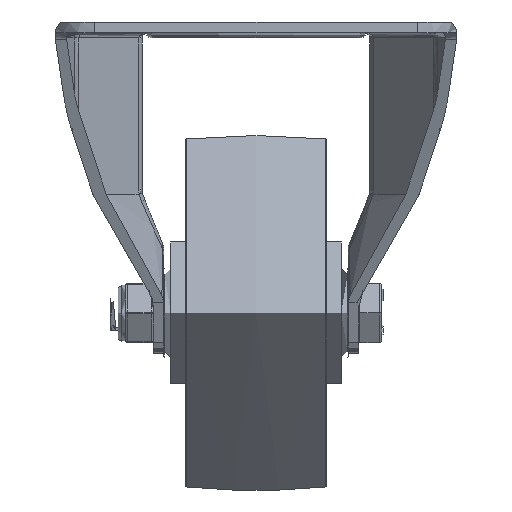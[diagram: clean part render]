
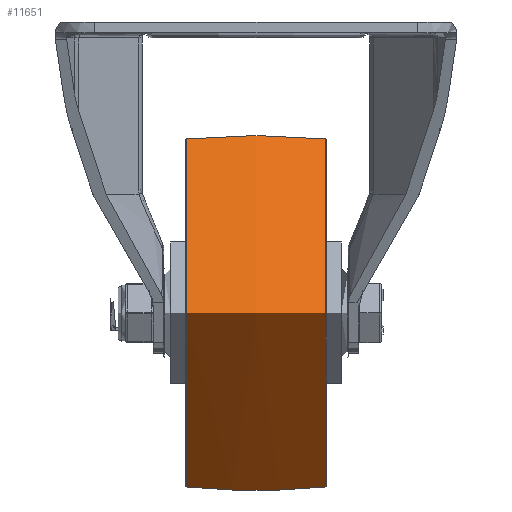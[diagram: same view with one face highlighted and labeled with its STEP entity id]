
A CAD part, left-side view. The second image highlights one B-rep face of the part: STEP entity #11651.
In plain terms, the highlighted free-form (B-spline) face has degree [2, 2] with [3, 9] control points.
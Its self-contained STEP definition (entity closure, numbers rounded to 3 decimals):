
#70=(
BOUNDED_SURFACE()
B_SPLINE_SURFACE(2,2,((#26926,#26927,#26928,#26929,#26930,#26931,#26932,
#26933,#26934),(#26935,#26936,#26937,#26938,#26939,#26940,#26941,#26942,
#26943),(#26944,#26945,#26946,#26947,#26948,#26949,#26950,#26951,#26952)),
 .UNSPECIFIED.,.F.,.T.,.F.)
B_SPLINE_SURFACE_WITH_KNOTS((3,3),(3,2,2,2,3),(-0.098,0.098),
(-3.142,-1.571,0.,1.571,3.142),
 .UNSPECIFIED.)
GEOMETRIC_REPRESENTATION_ITEM()
RATIONAL_B_SPLINE_SURFACE(((1.,0.707,1.,0.707,1.,
0.707,1.,0.707,1.),(0.995,0.704,
0.995,0.704,0.995,0.704,0.995,
0.704,0.995),(1.,0.707,1.,0.707,
1.,0.707,1.,0.707,1.)))
REPRESENTATION_ITEM('')
SURFACE()
);
#2577=FACE_OUTER_BOUND('',#3302,.T.);
#3302=EDGE_LOOP('',(#8998,#8999,#9000,#9001));
#4549=CIRCLE('',#12702,49.045);
#4550=CIRCLE('',#12703,200.5);
#4551=CIRCLE('',#12704,49.045);
#5267=VERTEX_POINT('',#26923);
#5268=VERTEX_POINT('',#26953);
#6618=EDGE_CURVE('',#5267,#5267,#4549,.T.);
#6619=EDGE_CURVE('',#5267,#5268,#4550,.T.);
#6620=EDGE_CURVE('',#5268,#5268,#4551,.T.);
#8998=ORIENTED_EDGE('',*,*,#6618,.F.);
#8999=ORIENTED_EDGE('',*,*,#6619,.T.);
#9000=ORIENTED_EDGE('',*,*,#6620,.T.);
#9001=ORIENTED_EDGE('',*,*,#6619,.F.);
#11651=ADVANCED_FACE('',(#2577),#70,.F.);
#12702=AXIS2_PLACEMENT_3D('',#26925,#14517,#14518);
#12703=AXIS2_PLACEMENT_3D('',#26954,#14519,#14520);
#12704=AXIS2_PLACEMENT_3D('',#26955,#14521,#14522);
#14517=DIRECTION('center_axis',(0.,1.,0.));
#14518=DIRECTION('ref_axis',(0.,0.,1.));
#14519=DIRECTION('center_axis',(-1.,0.,0.));
#14520=DIRECTION('ref_axis',(0.,0.,-1.));
#14521=DIRECTION('center_axis',(0.,1.,0.));
#14522=DIRECTION('ref_axis',(0.,0.,1.));
#26923=CARTESIAN_POINT('',(0.,19.549,-49.045));
#26925=CARTESIAN_POINT('Origin',(0.,19.549,0.));
#26926=CARTESIAN_POINT('Ctrl Pts',(0.,-19.549,-49.045));
#26927=CARTESIAN_POINT('Ctrl Pts',(-49.045,-19.549,-49.045));
#26928=CARTESIAN_POINT('Ctrl Pts',(-49.045,-19.549,0.));
#26929=CARTESIAN_POINT('Ctrl Pts',(-49.045,-19.549,49.045));
#26930=CARTESIAN_POINT('Ctrl Pts',(0.,-19.549,49.045));
#26931=CARTESIAN_POINT('Ctrl Pts',(49.045,-19.549,49.045));
#26932=CARTESIAN_POINT('Ctrl Pts',(49.045,-19.549,0.));
#26933=CARTESIAN_POINT('Ctrl Pts',(49.045,-19.549,-49.045));
#26934=CARTESIAN_POINT('Ctrl Pts',(0.,-19.549,-49.045));
#26935=CARTESIAN_POINT('Ctrl Pts',(0.,0.,-50.96));
#26936=CARTESIAN_POINT('Ctrl Pts',(-50.96,0.,
-50.96));
#26937=CARTESIAN_POINT('Ctrl Pts',(-50.96,0.,
0.));
#26938=CARTESIAN_POINT('Ctrl Pts',(-50.96,0.,
50.96));
#26939=CARTESIAN_POINT('Ctrl Pts',(0.,0.,50.96));
#26940=CARTESIAN_POINT('Ctrl Pts',(50.96,0.,
50.96));
#26941=CARTESIAN_POINT('Ctrl Pts',(50.96,0.,
0.));
#26942=CARTESIAN_POINT('Ctrl Pts',(50.96,0.,
-50.96));
#26943=CARTESIAN_POINT('Ctrl Pts',(0.,0.,-50.96));
#26944=CARTESIAN_POINT('Ctrl Pts',(0.,19.549,-49.045));
#26945=CARTESIAN_POINT('Ctrl Pts',(-49.045,19.549,-49.045));
#26946=CARTESIAN_POINT('Ctrl Pts',(-49.045,19.549,0.));
#26947=CARTESIAN_POINT('Ctrl Pts',(-49.045,19.549,49.045));
#26948=CARTESIAN_POINT('Ctrl Pts',(0.,19.549,49.045));
#26949=CARTESIAN_POINT('Ctrl Pts',(49.045,19.549,49.045));
#26950=CARTESIAN_POINT('Ctrl Pts',(49.045,19.549,0.));
#26951=CARTESIAN_POINT('Ctrl Pts',(49.045,19.549,-49.045));
#26952=CARTESIAN_POINT('Ctrl Pts',(0.,19.549,-49.045));
#26953=CARTESIAN_POINT('',(0.,-19.549,-49.045));
#26954=CARTESIAN_POINT('Origin',(0.,0.,
150.5));
#26955=CARTESIAN_POINT('Origin',(0.,-19.549,0.));
